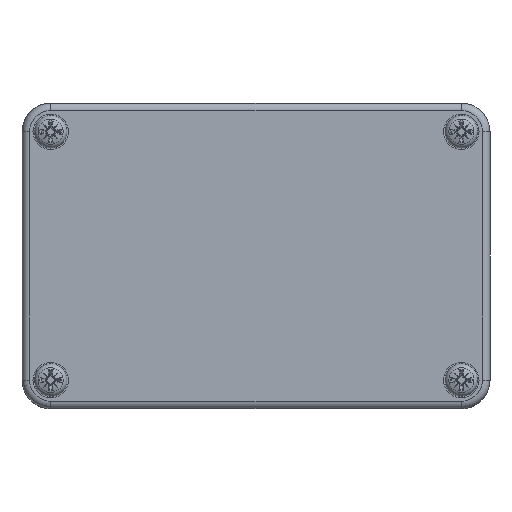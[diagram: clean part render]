
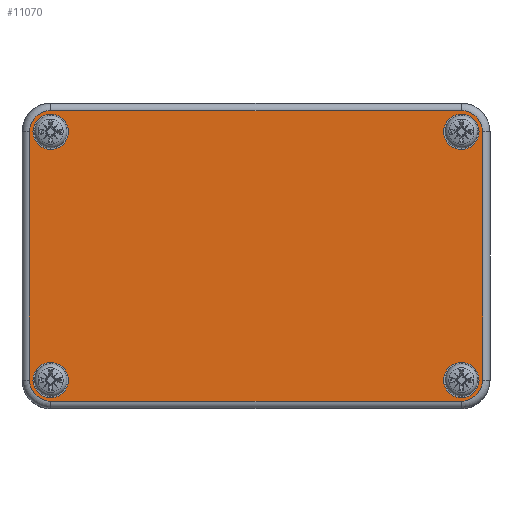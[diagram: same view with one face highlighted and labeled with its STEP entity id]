
A CAD part, top view. The second image highlights one B-rep face of the part: STEP entity #11070.
In plain terms, the highlighted face is planar.
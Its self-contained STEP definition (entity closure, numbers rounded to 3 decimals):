
#936=LINE('',#23296,#1501);
#938=LINE('',#23308,#1503);
#940=LINE('',#23320,#1505);
#942=LINE('',#23329,#1507);
#1501=VECTOR('',#13870,86.);
#1503=VECTOR('',#13884,52.);
#1505=VECTOR('',#13898,86.);
#1507=VECTOR('',#13910,52.);
#1943=PLANE('',#11979);
#2342=FACE_BOUND('',#3459,.T.);
#2343=FACE_BOUND('',#3460,.T.);
#2344=FACE_BOUND('',#3461,.T.);
#2345=FACE_BOUND('',#3462,.T.);
#2650=FACE_OUTER_BOUND('',#3458,.T.);
#3458=EDGE_LOOP('',(#8488,#8489,#8490,#8491,#8492,#8493,#8494,#8495));
#3459=EDGE_LOOP('',(#8496));
#3460=EDGE_LOOP('',(#8497));
#3461=EDGE_LOOP('',(#8498));
#3462=EDGE_LOOP('',(#8499));
#4169=CIRCLE('',#11951,4.43);
#4175=CIRCLE('',#11959,4.43);
#4179=CIRCLE('',#11965,4.43);
#4183=CIRCLE('',#11971,4.43);
#4186=CIRCLE('',#11980,3.7);
#4187=CIRCLE('',#11981,3.7);
#4188=CIRCLE('',#11982,3.7);
#4189=CIRCLE('',#11983,3.7);
#4997=VERTEX_POINT('',#23284);
#4998=VERTEX_POINT('',#23286);
#5000=VERTEX_POINT('',#23292);
#5002=VERTEX_POINT('',#23298);
#5004=VERTEX_POINT('',#23304);
#5006=VERTEX_POINT('',#23310);
#5008=VERTEX_POINT('',#23316);
#5010=VERTEX_POINT('',#23322);
#5017=VERTEX_POINT('',#23349);
#5018=VERTEX_POINT('',#23351);
#5019=VERTEX_POINT('',#23353);
#5020=VERTEX_POINT('',#23355);
#6237=EDGE_CURVE('',#4997,#4998,#4169,.T.);
#6242=EDGE_CURVE('',#4998,#5000,#936,.T.);
#6245=EDGE_CURVE('',#5000,#5002,#4175,.T.);
#6248=EDGE_CURVE('',#5002,#5004,#938,.T.);
#6251=EDGE_CURVE('',#5004,#5006,#4179,.T.);
#6254=EDGE_CURVE('',#5006,#5008,#940,.T.);
#6257=EDGE_CURVE('',#5008,#5010,#4183,.T.);
#6259=EDGE_CURVE('',#5010,#4997,#942,.T.);
#6269=EDGE_CURVE('',#5017,#5017,#4186,.T.);
#6270=EDGE_CURVE('',#5018,#5018,#4187,.T.);
#6271=EDGE_CURVE('',#5019,#5019,#4188,.T.);
#6272=EDGE_CURVE('',#5020,#5020,#4189,.T.);
#8488=ORIENTED_EDGE('',*,*,#6237,.F.);
#8489=ORIENTED_EDGE('',*,*,#6259,.F.);
#8490=ORIENTED_EDGE('',*,*,#6257,.F.);
#8491=ORIENTED_EDGE('',*,*,#6254,.F.);
#8492=ORIENTED_EDGE('',*,*,#6251,.F.);
#8493=ORIENTED_EDGE('',*,*,#6248,.F.);
#8494=ORIENTED_EDGE('',*,*,#6245,.F.);
#8495=ORIENTED_EDGE('',*,*,#6242,.F.);
#8496=ORIENTED_EDGE('',*,*,#6269,.T.);
#8497=ORIENTED_EDGE('',*,*,#6270,.T.);
#8498=ORIENTED_EDGE('',*,*,#6271,.T.);
#8499=ORIENTED_EDGE('',*,*,#6272,.T.);
#11070=ADVANCED_FACE('',(#2650,#2342,#2343,#2344,#2345),#1943,.F.);
#11951=AXIS2_PLACEMENT_3D('',#23287,#13859,#13860);
#11959=AXIS2_PLACEMENT_3D('',#23302,#13877,#13878);
#11965=AXIS2_PLACEMENT_3D('',#23314,#13891,#13892);
#11971=AXIS2_PLACEMENT_3D('',#23326,#13905,#13906);
#11979=AXIS2_PLACEMENT_3D('',#23348,#13930,#13931);
#11980=AXIS2_PLACEMENT_3D('',#23350,#13932,#13933);
#11981=AXIS2_PLACEMENT_3D('',#23352,#13934,#13935);
#11982=AXIS2_PLACEMENT_3D('',#23354,#13936,#13937);
#11983=AXIS2_PLACEMENT_3D('',#23356,#13938,#13939);
#13859=DIRECTION('center_axis',(0.,0.,1.));
#13860=DIRECTION('ref_axis',(-0.707,-0.707,0.));
#13870=DIRECTION('',(1.,0.,0.));
#13877=DIRECTION('center_axis',(0.,0.,1.));
#13878=DIRECTION('ref_axis',(0.707,-0.707,0.));
#13884=DIRECTION('',(0.,1.,0.));
#13891=DIRECTION('center_axis',(0.,0.,1.));
#13892=DIRECTION('ref_axis',(0.707,0.707,0.));
#13898=DIRECTION('',(-1.,0.,0.));
#13905=DIRECTION('center_axis',(0.,0.,1.));
#13906=DIRECTION('ref_axis',(-0.707,0.707,0.));
#13910=DIRECTION('',(0.,-1.,0.));
#13930=DIRECTION('center_axis',(0.,0.,1.));
#13931=DIRECTION('ref_axis',(1.,0.,0.));
#13932=DIRECTION('center_axis',(0.,0.,1.));
#13933=DIRECTION('ref_axis',(1.,0.,0.));
#13934=DIRECTION('center_axis',(0.,0.,1.));
#13935=DIRECTION('ref_axis',(1.,0.,0.));
#13936=DIRECTION('center_axis',(0.,0.,1.));
#13937=DIRECTION('ref_axis',(1.,0.,0.));
#13938=DIRECTION('center_axis',(0.,0.,1.));
#13939=DIRECTION('ref_axis',(1.,0.,0.));
#23284=CARTESIAN_POINT('',(-47.43,-26.,-9.5));
#23286=CARTESIAN_POINT('',(-43.,-30.43,-9.5));
#23287=CARTESIAN_POINT('Origin',(-43.,-26.,-9.5));
#23292=CARTESIAN_POINT('',(43.,-30.43,-9.5));
#23296=CARTESIAN_POINT('',(-21.5,-30.43,-9.5));
#23298=CARTESIAN_POINT('',(47.43,-26.,-9.5));
#23302=CARTESIAN_POINT('Origin',(43.,-26.,-9.5));
#23304=CARTESIAN_POINT('',(47.43,26.,-9.5));
#23308=CARTESIAN_POINT('',(47.43,-13.,-9.5));
#23310=CARTESIAN_POINT('',(43.,30.43,-9.5));
#23314=CARTESIAN_POINT('Origin',(43.,26.,-9.5));
#23316=CARTESIAN_POINT('',(-43.,30.43,-9.5));
#23320=CARTESIAN_POINT('',(21.5,30.43,-9.5));
#23322=CARTESIAN_POINT('',(-47.43,26.,-9.5));
#23326=CARTESIAN_POINT('Origin',(-43.,26.,-9.5));
#23329=CARTESIAN_POINT('',(-47.43,13.,-9.5));
#23348=CARTESIAN_POINT('Origin',(0.,0.,
-9.5));
#23349=CARTESIAN_POINT('',(39.3,26.,-9.5));
#23350=CARTESIAN_POINT('Origin',(43.,26.,-9.5));
#23351=CARTESIAN_POINT('',(39.3,-26.,-9.5));
#23352=CARTESIAN_POINT('Origin',(43.,-26.,-9.5));
#23353=CARTESIAN_POINT('',(-46.7,-26.,-9.5));
#23354=CARTESIAN_POINT('Origin',(-43.,-26.,-9.5));
#23355=CARTESIAN_POINT('',(-46.7,26.,-9.5));
#23356=CARTESIAN_POINT('Origin',(-43.,26.,-9.5));
